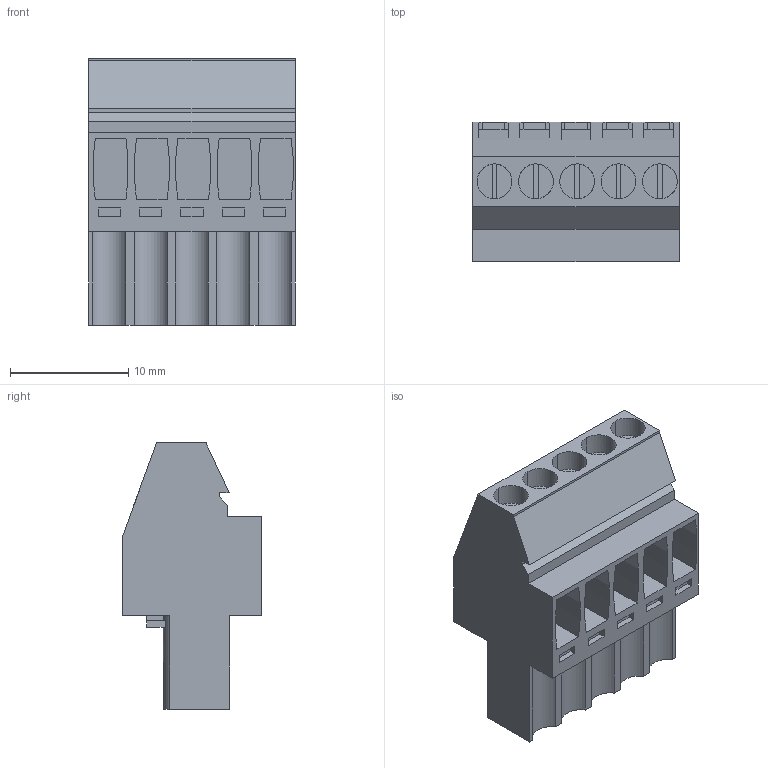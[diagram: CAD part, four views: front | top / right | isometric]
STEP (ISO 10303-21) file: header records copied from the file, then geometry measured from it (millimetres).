
FILE_DESCRIPTION(('CATIA V5 STEP Exchange','CAx-IF Rec.Pracs.--- Model Styling and Organization---1.2---2011-12-15'),'2;1');
FILE_NAME ('D1454110_0_1639730000_1639730000.stp','2017-04-20T07:10:14+00:00',('none'),('Weidmueller'),'CATIA Version 5-6 Release 2014','CATIA V5 STEP AP214','none');
FILE_SCHEMA(('AUTOMOTIVE_DESIGN { 1 0 10303 214 1 1 1 1 }'));
Length unit declared in the file: millimetre
Products named in the file (1): 1639730000
Bounding box: 17.5 x 11.83 x 22.6 mm (x, y, z)
Volume: 2658.9 mm3; surface area: 2334.3 mm2
Topology: 6 solids, 6 shells, 298 faces, 818 edges, 552 vertices
Faces by surface type: plane 258, cylinder 40
Entity records: 8915 total; most frequent: CARTESIAN_POINT 1643, ORIENTED_EDGE 1636, DIRECTION 1232, EDGE_CURVE 818, VECTOR 688, LINE 688, VERTEX_POINT 552, AXIS2_PLACEMENT_3D 333
